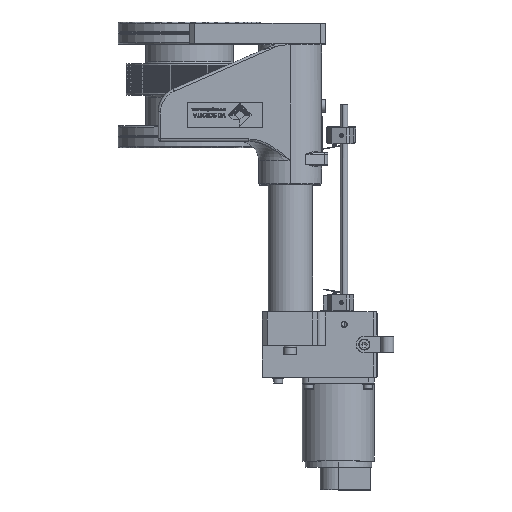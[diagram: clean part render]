
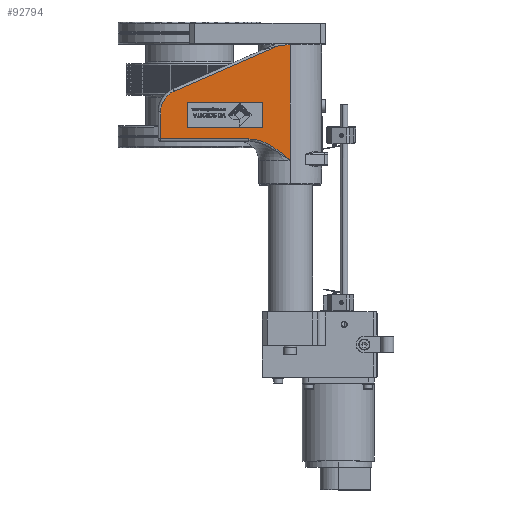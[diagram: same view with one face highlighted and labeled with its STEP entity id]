
A CAD part, top view. The second image highlights one B-rep face of the part: STEP entity #92794.
In plain terms, the highlighted planar face has unit normal (0, 0, 1).
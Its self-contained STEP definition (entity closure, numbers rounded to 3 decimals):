
#5831=CARTESIAN_POINT('',(80.,-110.,65.));
#10715=CARTESIAN_POINT('',(80.,-18.077,65.));
#10716=CARTESIAN_POINT('',(79.529,-18.077,65.));
#10717=CARTESIAN_POINT('',(78.585,-18.093,65.));
#10718=CARTESIAN_POINT('',(77.161,-18.162,65.));
#10719=CARTESIAN_POINT('',(75.728,-18.279,65.));
#10720=CARTESIAN_POINT('',(74.298,-18.441,65.));
#10721=CARTESIAN_POINT('',(72.869,-18.646,65.));
#10722=CARTESIAN_POINT('',(71.428,-18.895,65.));
#10723=CARTESIAN_POINT('',(70.456,-19.091,65.));
#10724=CARTESIAN_POINT('',(69.968,-19.196,65.));
#10726=CARTESIAN_POINT('',(69.968,-19.196,65.));
#10826=DIRECTION('',(0.,-1.,0.));
#10827=VECTOR('',#10826,91.923);
#10828=CARTESIAN_POINT('',(80.,-18.077,65.));
#10829=LINE('',#10828,#10827);
#10830=CARTESIAN_POINT('',(-5.,-71.548,65.));
#10831=DIRECTION('',(0.,0.,-1.));
#10832=DIRECTION('',(-1.,0.,0.));
#10833=AXIS2_PLACEMENT_3D('',#10830,#10831,#10832);
#10835=DIRECTION('',(0.917,0.4,0.));
#10836=VECTOR('',#10835,89.649);
#10837=CARTESIAN_POINT('',(-12.199,-55.051,65.));
#10838=LINE('',#10837,#10836);
#10839=DIRECTION('',(-1.,0.,0.));
#10840=VECTOR('',#10839,60.);
#10841=CARTESIAN_POINT('',(58.,-64.,65.));
#10842=LINE('',#10841,#10840);
#10843=DIRECTION('',(0.,-1.,0.));
#10844=VECTOR('',#10843,20.);
#10845=CARTESIAN_POINT('',(-2.,-64.,65.));
#10846=LINE('',#10845,#10844);
#10847=DIRECTION('',(1.,0.,0.));
#10848=VECTOR('',#10847,60.);
#10849=CARTESIAN_POINT('',(-2.,-84.,65.));
#10850=LINE('',#10849,#10848);
#10851=DIRECTION('',(0.,1.,0.));
#10852=VECTOR('',#10851,20.);
#10853=CARTESIAN_POINT('',(58.,-84.,65.));
#10854=LINE('',#10853,#10852);
#10855=CARTESIAN_POINT('',(47.274,-93.,65.));
#10856=CARTESIAN_POINT('',(47.798,-92.999,
65.));
#10857=CARTESIAN_POINT('',(48.866,-93.033,
65.));
#10858=CARTESIAN_POINT('',(50.5,-93.181,
65.));
#10859=CARTESIAN_POINT('',(52.259,-93.453,65.));
#10860=CARTESIAN_POINT('',(53.807,-93.781,65.));
#10861=CARTESIAN_POINT('',(55.597,-94.26,65.));
#10862=CARTESIAN_POINT('',(57.351,-94.837,65.));
#10863=CARTESIAN_POINT('',(59.178,-95.545,65.));
#10864=CARTESIAN_POINT('',(60.882,-96.306,65.));
#10865=CARTESIAN_POINT('',(62.473,-97.096,65.));
#10866=CARTESIAN_POINT('',(64.089,-97.981,65.));
#10867=CARTESIAN_POINT('',(65.369,-98.736,65.));
#10868=CARTESIAN_POINT('',(66.814,-99.645,65.));
#10869=CARTESIAN_POINT('',(67.962,-100.408,65.));
#10870=CARTESIAN_POINT('',(69.356,-101.379,65.));
#10871=CARTESIAN_POINT('',(70.637,-102.316,65.));
#10872=CARTESIAN_POINT('',(71.917,-103.287,65.));
#10873=CARTESIAN_POINT('',(73.382,-104.438,65.));
#10874=CARTESIAN_POINT('',(74.976,-105.736,65.));
#10875=CARTESIAN_POINT('',(76.402,-106.925,65.));
#10876=CARTESIAN_POINT('',(78.085,-108.355,65.));
#10877=CARTESIAN_POINT('',(79.338,-109.429,65.));
#10878=CARTESIAN_POINT('',(80.,-110.,65.));
#10880=DIRECTION('',(1.,0.,0.));
#10881=VECTOR('',#10880,70.274);
#10882=CARTESIAN_POINT('',(-23.,-93.,65.));
#10883=LINE('',#10882,#10881);
#11304=DIRECTION('',(0.,-1.,0.));
#11305=VECTOR('',#11304,21.452);
#11306=CARTESIAN_POINT('',(-23.,-71.548,65.));
#11307=LINE('',#11306,#11305);
#65622=VERTEX_POINT('',#5831);
#65780=CARTESIAN_POINT('',(80.,-18.077,65.));
#65781=VERTEX_POINT('',#65780);
#65956=VERTEX_POINT('',#10726);
#65957=VERTEX_POINT('',#10855);
#65958=CARTESIAN_POINT('',(-23.,-93.,65.));
#65959=VERTEX_POINT('',#65958);
#65960=CARTESIAN_POINT('',(-23.,-71.548,65.));
#65961=VERTEX_POINT('',#65960);
#65962=CARTESIAN_POINT('',(-12.199,-55.051,65.));
#65963=VERTEX_POINT('',#65962);
#81546=CARTESIAN_POINT('',(58.,-64.,65.));
#81547=CARTESIAN_POINT('',(-2.,-64.,65.));
#81548=VERTEX_POINT('',#81546);
#81549=VERTEX_POINT('',#81547);
#81550=CARTESIAN_POINT('',(-2.,-84.,65.));
#81551=VERTEX_POINT('',#81550);
#81552=CARTESIAN_POINT('',(58.,-84.,65.));
#81553=VERTEX_POINT('',#81552);
#92765=CARTESIAN_POINT('',(28.5,-64.039,65.));
#92766=DIRECTION('',(0.,0.,1.));
#92767=DIRECTION('',(1.,0.,0.));
#92768=AXIS2_PLACEMENT_3D('',#92765,#92766,#92767);
#92769=PLANE('',#92768);
#92770=ORIENTED_EDGE('',*,*,#92741,.F.);
#92771=ORIENTED_EDGE('',*,*,#92726,.T.);
#92773=ORIENTED_EDGE('',*,*,#92772,.F.);
#92775=ORIENTED_EDGE('',*,*,#92774,.F.);
#92777=ORIENTED_EDGE('',*,*,#92776,.F.);
#92779=ORIENTED_EDGE('',*,*,#92778,.T.);
#92781=ORIENTED_EDGE('',*,*,#92780,.T.);
#92782=EDGE_LOOP('',(#92770,#92771,#92773,#92775,#92777,#92779,#92781));
#92783=FACE_OUTER_BOUND('',#92782,.F.);
#92785=ORIENTED_EDGE('',*,*,#92784,.T.);
#92787=ORIENTED_EDGE('',*,*,#92786,.T.);
#92789=ORIENTED_EDGE('',*,*,#92788,.T.);
#92791=ORIENTED_EDGE('',*,*,#92790,.T.);
#92792=EDGE_LOOP('',(#92785,#92787,#92789,#92791));
#92793=FACE_BOUND('',#92792,.F.);
#10725=B_SPLINE_CURVE_WITH_KNOTS('',3,(#10715,#10716,#10717,#10718,#10719,
#10720,#10721,#10722,#10723,#10724),.UNSPECIFIED.,.F.,.F.,(4,1,1,1,1,1,1,4),(
0.,0.143,0.286,0.429,0.571,
0.714,0.857,1.),.UNSPECIFIED.);
#10834=CIRCLE('',#10833,18.);
#10879=B_SPLINE_CURVE_WITH_KNOTS('',3,(#10855,#10856,#10857,#10858,#10859,
#10860,#10861,#10862,#10863,#10864,#10865,#10866,#10867,#10868,#10869,#10870,
#10871,#10872,#10873,#10874,#10875,#10876,#10877,#10878),.UNSPECIFIED.,.F.,.F.,(
4,1,1,1,1,1,1,1,1,1,1,1,1,1,1,1,1,1,1,1,1,4),(0.,0.048,
0.095,0.143,0.19,0.238,
0.286,0.333,0.381,0.429,
0.476,0.524,0.571,0.619,
0.667,0.714,0.762,0.81,
0.857,0.905,0.952,1.),.UNSPECIFIED.);
#92726=EDGE_CURVE('',#65781,#65622,#10829,.T.);
#92741=EDGE_CURVE('',#65781,#65956,#10725,.T.);
#92772=EDGE_CURVE('',#65957,#65622,#10879,.T.);
#92774=EDGE_CURVE('',#65959,#65957,#10883,.T.);
#92776=EDGE_CURVE('',#65961,#65959,#11307,.T.);
#92778=EDGE_CURVE('',#65961,#65963,#10834,.T.);
#92780=EDGE_CURVE('',#65963,#65956,#10838,.T.);
#92784=EDGE_CURVE('',#81548,#81549,#10842,.T.);
#92786=EDGE_CURVE('',#81549,#81551,#10846,.T.);
#92788=EDGE_CURVE('',#81551,#81553,#10850,.T.);
#92790=EDGE_CURVE('',#81553,#81548,#10854,.T.);
#92794=ADVANCED_FACE('',(#92783,#92793),#92769,.T.);
